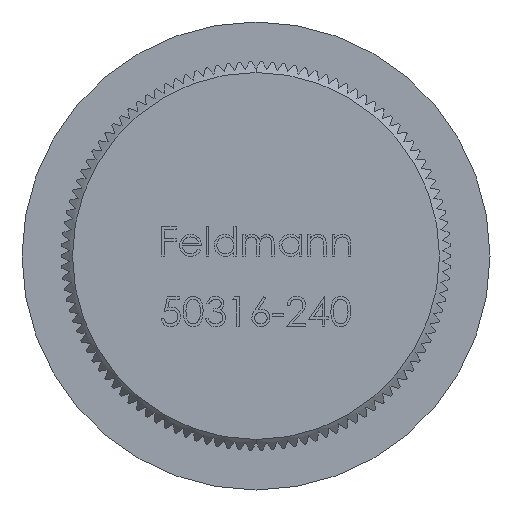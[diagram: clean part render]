
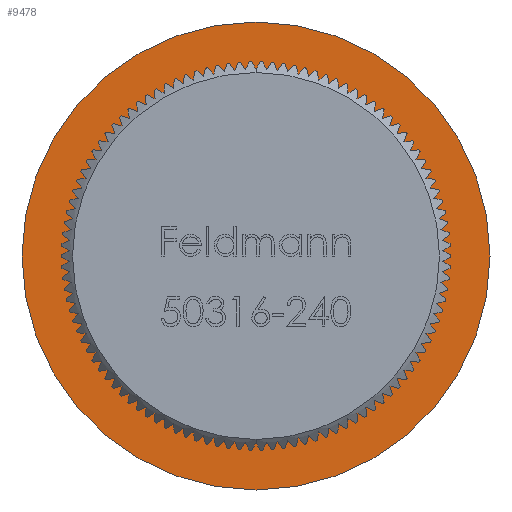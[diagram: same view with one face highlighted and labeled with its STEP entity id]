
A CAD part, front view. The second image highlights one B-rep face of the part: STEP entity #9478.
In plain terms, the highlighted planar face has unit normal (0, -1, 0).
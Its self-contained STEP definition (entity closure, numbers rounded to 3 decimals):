
#62 = DIRECTION ( 'NONE',  ( 0., -1., 0. ) ) ;
#610 = CIRCLE ( 'NONE', #19654, 10.65 ) ;
#1317 = DIRECTION ( 'NONE',  ( 0., -1., 0. ) ) ;
#1403 = DIRECTION ( 'NONE',  ( 0., 0., -1. ) ) ;
#2610 = EDGE_LOOP ( 'NONE', ( #19986, #2943 ) ) ;
#2699 = EDGE_CURVE ( 'NONE', #5561, #3066, #14738, .T. ) ;
#2943 = ORIENTED_EDGE ( 'NONE', *, *, #17808, .T. ) ;
#3015 = CARTESIAN_POINT ( 'NONE',  ( 0., 6.96, 0. ) ) ;
#3066 = VERTEX_POINT ( 'NONE', #8106 ) ;
#3401 = CARTESIAN_POINT ( 'NONE',  ( 8.15, 6.96, 0. ) ) ;
#3477 = CARTESIAN_POINT ( 'NONE',  ( 0., 6.96, 0. ) ) ;
#4186 = VERTEX_POINT ( 'NONE', #5238 ) ;
#5055 = DIRECTION ( 'NONE',  ( 0., 0., -1. ) ) ;
#5075 = AXIS2_PLACEMENT_3D ( 'NONE', #3015, #10949, #5055 ) ;
#5238 = CARTESIAN_POINT ( 'NONE',  ( 0., 6.96, 10.65 ) ) ;
#5561 = VERTEX_POINT ( 'NONE', #8099 ) ;
#5792 = FACE_BOUND ( 'NONE', #12836, .T. ) ;
#7163 = ORIENTED_EDGE ( 'NONE', *, *, #2699, .F. ) ;
#8099 = CARTESIAN_POINT ( 'NONE',  ( 0., 6.96, 8.15 ) ) ;
#8106 = CARTESIAN_POINT ( 'NONE',  ( 0., 6.96, -8.15 ) ) ;
#8808 = DIRECTION ( 'NONE',  ( 0., 0., -1. ) ) ;
#9223 = AXIS2_PLACEMENT_3D ( 'NONE', #9540, #62, #11451 ) ;
#9478 = ADVANCED_FACE ( 'NONE', ( #23509, #5792 ), #11017, .T. ) ;
#9540 = CARTESIAN_POINT ( 'NONE',  ( 0., 6.96, 0. ) ) ;
#10249 = EDGE_CURVE ( 'NONE', #3066, #5561, #13455, .T. ) ;
#10949 = DIRECTION ( 'NONE',  ( 0., -1., 0. ) ) ;
#11017 = PLANE ( 'NONE',  #15032 ) ;
#11451 = DIRECTION ( 'NONE',  ( 0., 0., -1. ) ) ;
#12629 = VERTEX_POINT ( 'NONE', #17208 ) ;
#12836 = EDGE_LOOP ( 'NONE', ( #19852, #7163 ) ) ;
#13455 = CIRCLE ( 'NONE', #13603, 8.15 ) ;
#13603 = AXIS2_PLACEMENT_3D ( 'NONE', #3477, #18585, #22018 ) ;
#14738 = CIRCLE ( 'NONE', #5075, 8.15 ) ;
#15032 = AXIS2_PLACEMENT_3D ( 'NONE', #3401, #1317, #1403 ) ;
#15045 = EDGE_CURVE ( 'NONE', #12629, #4186, #19824, .T. ) ;
#17208 = CARTESIAN_POINT ( 'NONE',  ( 0., 6.96, -10.65 ) ) ;
#17808 = EDGE_CURVE ( 'NONE', #4186, #12629, #610, .T. ) ;
#17960 = DIRECTION ( 'NONE',  ( 0., -1., 0. ) ) ;
#18585 = DIRECTION ( 'NONE',  ( 0., -1., 0. ) ) ;
#19654 = AXIS2_PLACEMENT_3D ( 'NONE', #20011, #17960, #8808 ) ;
#19824 = CIRCLE ( 'NONE', #9223, 10.65 ) ;
#19852 = ORIENTED_EDGE ( 'NONE', *, *, #10249, .F. ) ;
#19986 = ORIENTED_EDGE ( 'NONE', *, *, #15045, .T. ) ;
#20011 = CARTESIAN_POINT ( 'NONE',  ( 0., 6.96, 0. ) ) ;
#22018 = DIRECTION ( 'NONE',  ( 0., 0., -1. ) ) ;
#23509 = FACE_OUTER_BOUND ( 'NONE', #2610, .T. ) ;
